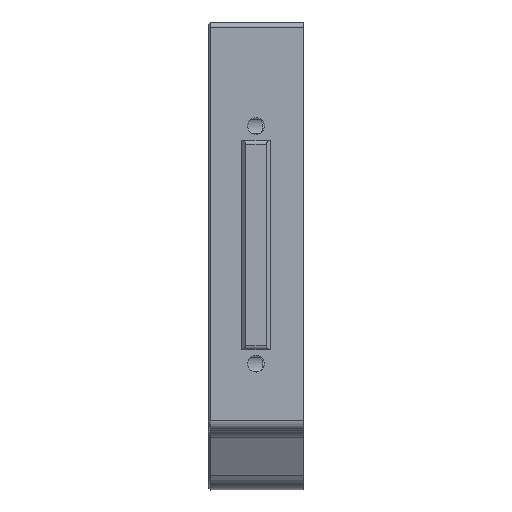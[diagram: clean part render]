
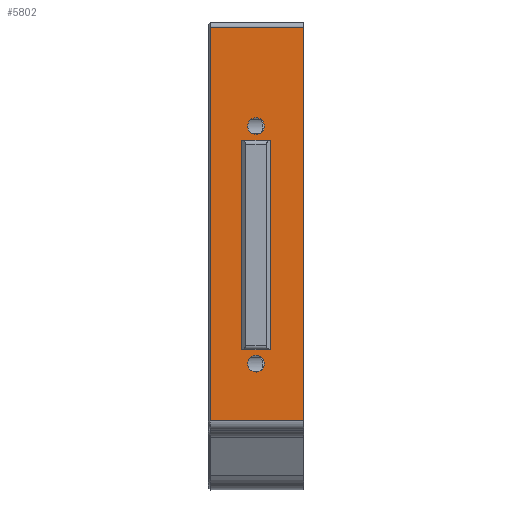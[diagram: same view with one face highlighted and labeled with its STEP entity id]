
A CAD part, top view. The second image highlights one B-rep face of the part: STEP entity #5802.
In plain terms, the highlighted planar face has unit normal (0, 0, 1).
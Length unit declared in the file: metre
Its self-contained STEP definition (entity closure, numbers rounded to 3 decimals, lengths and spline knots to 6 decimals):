
#406=LINE('',#8981,#962);
#433=LINE('',#9061,#989);
#440=LINE('',#9079,#996);
#441=LINE('',#9081,#997);
#442=LINE('',#9086,#998);
#443=LINE('',#9089,#999);
#444=LINE('',#9091,#1000);
#445=LINE('',#9093,#1001);
#962=VECTOR('',#7061,1.);
#989=VECTOR('',#7152,1.);
#996=VECTOR('',#7171,1.);
#997=VECTOR('',#7172,1.);
#998=VECTOR('',#7177,1.);
#999=VECTOR('',#7178,1.);
#1000=VECTOR('',#7179,1.);
#1001=VECTOR('',#7180,1.);
#1766=ORIENTED_EDGE('',*,*,#3451,.T.);
#1767=ORIENTED_EDGE('',*,*,#3460,.T.);
#1768=ORIENTED_EDGE('',*,*,#3461,.F.);
#1769=ORIENTED_EDGE('',*,*,#3411,.F.);
#1770=ORIENTED_EDGE('',*,*,#3462,.F.);
#1771=ORIENTED_EDGE('',*,*,#3463,.F.);
#1772=ORIENTED_EDGE('',*,*,#3464,.F.);
#1773=ORIENTED_EDGE('',*,*,#3465,.F.);
#1774=ORIENTED_EDGE('',*,*,#3466,.F.);
#1775=ORIENTED_EDGE('',*,*,#3467,.F.);
#3411=EDGE_CURVE('',#4289,#4290,#406,.T.);
#3451=EDGE_CURVE('',#4289,#4306,#433,.T.);
#3460=EDGE_CURVE('',#4306,#4312,#440,.T.);
#3461=EDGE_CURVE('',#4290,#4312,#441,.T.);
#3462=EDGE_CURVE('',#4313,#4313,#4740,.T.);
#3463=EDGE_CURVE('',#4314,#4314,#4741,.T.);
#3464=EDGE_CURVE('',#4315,#4316,#442,.T.);
#3465=EDGE_CURVE('',#4317,#4315,#443,.T.);
#3466=EDGE_CURVE('',#4318,#4317,#444,.T.);
#3467=EDGE_CURVE('',#4316,#4318,#445,.T.);
#4289=VERTEX_POINT('',#8980);
#4290=VERTEX_POINT('',#8982);
#4306=VERTEX_POINT('',#9060);
#4312=VERTEX_POINT('',#9080);
#4313=VERTEX_POINT('',#9083);
#4314=VERTEX_POINT('',#9085);
#4315=VERTEX_POINT('',#9087);
#4316=VERTEX_POINT('',#9088);
#4317=VERTEX_POINT('',#9090);
#4318=VERTEX_POINT('',#9092);
#4740=CIRCLE('',#6263,0.00175);
#4741=CIRCLE('',#6264,0.00175);
#4927=EDGE_LOOP('',(#1766,#1767,#1768,#1769));
#4928=EDGE_LOOP('',(#1770));
#4929=EDGE_LOOP('',(#1771));
#4930=EDGE_LOOP('',(#1772,#1773,#1774,#1775));
#5288=FACE_BOUND('',#4927,.T.);
#5289=FACE_BOUND('',#4928,.T.);
#5290=FACE_BOUND('',#4929,.T.);
#5291=FACE_BOUND('',#4930,.T.);
#5614=PLANE('',#6262);
#5802=ADVANCED_FACE('',(#5288,#5289,#5290,#5291),#5614,.F.);
#6262=AXIS2_PLACEMENT_3D('',#9078,#7169,#7170);
#6263=AXIS2_PLACEMENT_3D('',#9082,#7173,#7174);
#6264=AXIS2_PLACEMENT_3D('',#9084,#7175,#7176);
#7061=DIRECTION('',(1.,0.,0.));
#7152=DIRECTION('',(0.,-1.,0.));
#7169=DIRECTION('',(0.,0.,-1.));
#7170=DIRECTION('',(0.,-1.,0.));
#7171=DIRECTION('',(1.,0.,0.));
#7172=DIRECTION('',(0.,-1.,0.));
#7173=DIRECTION('',(0.,0.,1.));
#7174=DIRECTION('',(1.,0.,0.));
#7175=DIRECTION('',(0.,0.,1.));
#7176=DIRECTION('',(1.,0.,0.));
#7177=DIRECTION('',(1.,0.,0.));
#7178=DIRECTION('',(0.,-1.,0.));
#7179=DIRECTION('',(-1.,0.,0.));
#7180=DIRECTION('',(0.,1.,0.));
#8980=CARTESIAN_POINT('',(-0.0096,0.12081,-0.52));
#8981=CARTESIAN_POINT('',(0.01,0.12081,-0.52));
#8982=CARTESIAN_POINT('',(0.01,0.12081,-0.52));
#9060=CARTESIAN_POINT('',(-0.0096,0.038,-0.52));
#9061=CARTESIAN_POINT('',(-0.0096,0.0246,-0.52));
#9078=CARTESIAN_POINT('',(0.01,0.0302,-0.52));
#9079=CARTESIAN_POINT('',(0.,0.038,-0.52));
#9080=CARTESIAN_POINT('',(0.01,0.038,-0.52));
#9081=CARTESIAN_POINT('',(0.01,0.1255,-0.52));
#9082=CARTESIAN_POINT('',(0.,0.05,-0.52));
#9083=CARTESIAN_POINT('',(0.00175,0.05,-0.52));
#9084=CARTESIAN_POINT('',(0.,0.1,-0.52));
#9085=CARTESIAN_POINT('',(0.00175,0.1,-0.52));
#9086=CARTESIAN_POINT('',(0.0065,0.053,-0.52));
#9087=CARTESIAN_POINT('',(-0.003,0.053,-0.52));
#9088=CARTESIAN_POINT('',(0.003,0.053,-0.52));
#9089=CARTESIAN_POINT('',(-0.003,0.0461,-0.52));
#9090=CARTESIAN_POINT('',(-0.003,0.097,-0.52));
#9091=CARTESIAN_POINT('',(0.0035,0.097,-0.52));
#9092=CARTESIAN_POINT('',(0.003,0.097,-0.52));
#9093=CARTESIAN_POINT('',(0.003,0.0681,-0.52));
